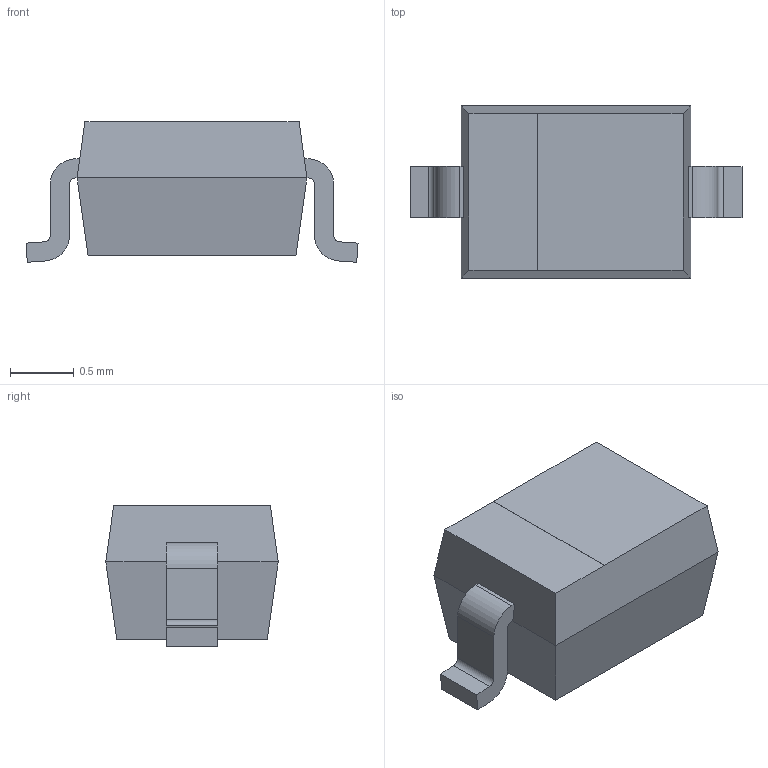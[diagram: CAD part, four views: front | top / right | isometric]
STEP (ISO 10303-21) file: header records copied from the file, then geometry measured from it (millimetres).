
FILE_DESCRIPTION (( 'STEP AP214' ), '1' );
FILE_NAME ('C894CBCC-59CD-4632-8CCC-FA9AC3A9EE9C.STEP', '2023-01-17T10:18:28', ( '' ), ( '' ), 'SwSTEP 2.0', 'SolidWorks 2022', '' );
FILE_SCHEMA (( 'AUTOMOTIVE_DESIGN' ));
Length unit declared in the file: millimetre
Products named in the file (1): C894CBCC-59CD-4632-8CCC-FA9AC3A9EE9C
Bounding box: 2.6 x 1.35 x 1.1 mm (x, y, z)
Volume: 2.4 mm3; surface area: 12.4 mm2
Topology: 1 solids, 1 shells, 38 faces, 100 edges, 64 vertices
Faces by surface type: plane 30, cylinder 8
Entity records: 1322 total; most frequent: CARTESIAN_POINT 203, ORIENTED_EDGE 200, DIRECTION 194, EDGE_CURVE 100, LINE 84, VECTOR 84, VERTEX_POINT 64, AXIS2_PLACEMENT_3D 55
